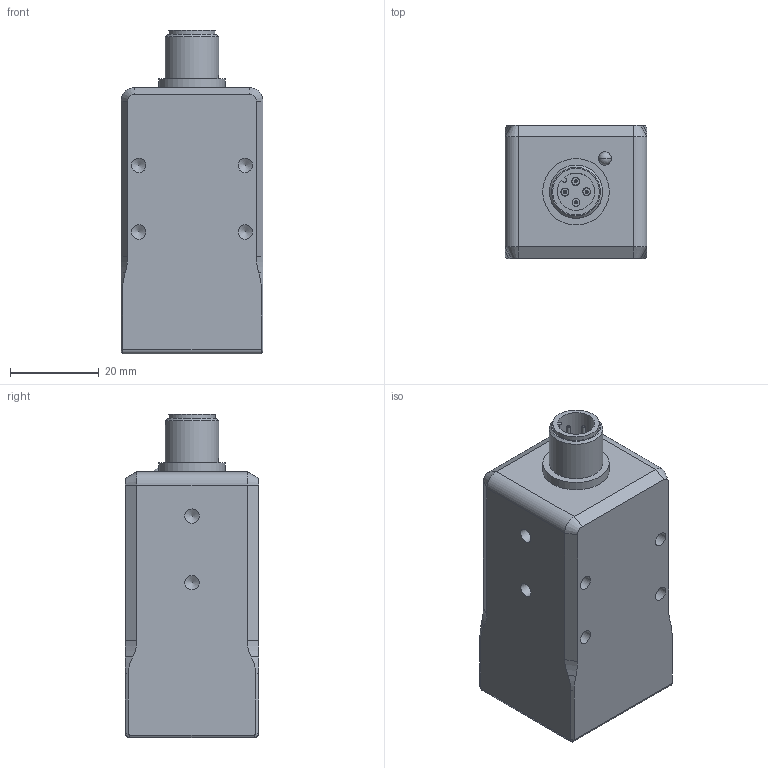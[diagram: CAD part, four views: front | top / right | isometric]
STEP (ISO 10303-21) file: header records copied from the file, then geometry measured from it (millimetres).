
FILE_DESCRIPTION(/* description */ (''),/* implementation_level */ '2;1');
FILE_NAME(/* name */ 'BEK-P-GXT-IBS.stp',/* time_stamp */ '2019-07-11T13:01:25+02:00',/* author */ ('S. Sandt'),/* organization */ ('di-soric GmbH & Co. KG'),/* preprocessor_version */ 'ST-DEVELOPER v17.2',/* originating_system */ 'Autodesk Inventor 2019',/* authorisation */ '');
FILE_SCHEMA (('AUTOMOTIVE_DESIGN { 1 0 10303 214 3 1 1 }'));
Length unit declared in the file: millimetre
Products named in the file (1): BEK-P
Bounding box: 32 x 30 x 73 mm (x, y, z)
Volume: 56607.9 mm3; surface area: 12499.1 mm2
Topology: 5 solids, 7 shells, 145 faces, 355 edges, 242 vertices
Faces by surface type: plane 65, cylinder 59, cone 19, sphere 2
Full cylindrical faces by diameter (mm): 0.7 x4, 1.7 x4, 1.8 x4, 3 x1, 3.242 x6, 7.85 x1, 8.5 x1, 8.8 x1, 9.45 x1, 9.5 x1, 9.9 x1, 10 x1, 10.5 x1, 12 x1, 15 x1, 20 x1, 21 x1
Entity records: 4611 total; most frequent: DIRECTION 820, CARTESIAN_POINT 735, ORIENTED_EDGE 694, EDGE_CURVE 347, AXIS2_PLACEMENT_3D 327, VERTEX_POINT 242, EDGE_LOOP 179, LINE 166
